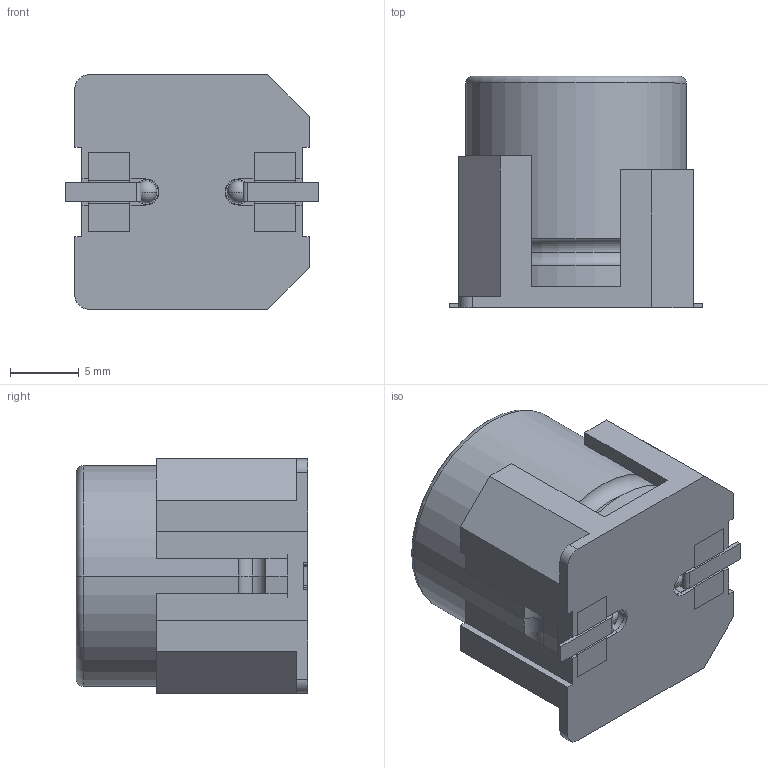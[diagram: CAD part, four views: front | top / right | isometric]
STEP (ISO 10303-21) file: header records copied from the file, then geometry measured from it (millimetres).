
FILE_DESCRIPTION (( 'STEP AP214' ), '1' );
FILE_NAME ('懴怳昳兂16 SIZE CODE J16.stp', '2018-07-23T00:17:06', ( '' ), ( '' ), 'SwSTEP 2.0', 'SolidWorks 2015', '' );
FILE_SCHEMA (( 'AUTOMOTIVE_DESIGN' ));
Length unit declared in the file: millimetre
Products named in the file (5): SIZE CODE J16-003; SIZE CODE J16-001; 懴怳昳兂16 SIZE CODE J16; SIZE CODE J16-004; SIZE CODE J16-002
Assembly tree (6 placements, depth 2):
  懴怳昳兂16 SIZE CODE J16
    SIZE CODE J16-001
    SIZE CODE J16-002
    SIZE CODE J16-003  x2
    SIZE CODE J16-004  x2
Bounding box: 18.4 x 16.8 x 17 mm (x, y, z)
Volume: 3864.9 mm3; surface area: 2723.8 mm2
Topology: 6 solids, 6 shells, 149 faces, 398 edges, 258 vertices
Faces by surface type: plane 113, cylinder 22, sphere 8, torus 6
Entity records: 3888 total; most frequent: CARTESIAN_POINT 650, DIRECTION 633, ORIENTED_EDGE 632, EDGE_CURVE 316, LINE 253, VECTOR 253, VERTEX_POINT 207, AXIS2_PLACEMENT_3D 190
